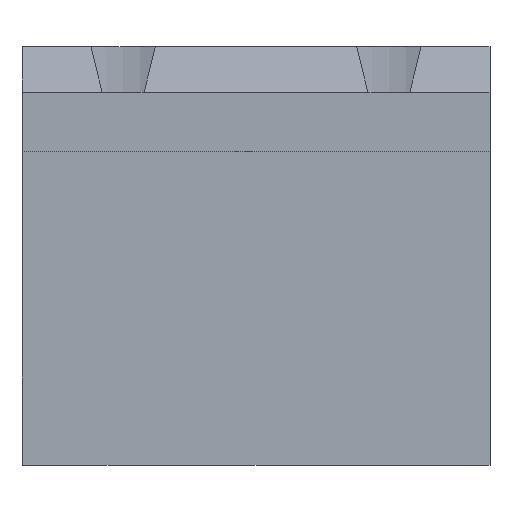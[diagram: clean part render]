
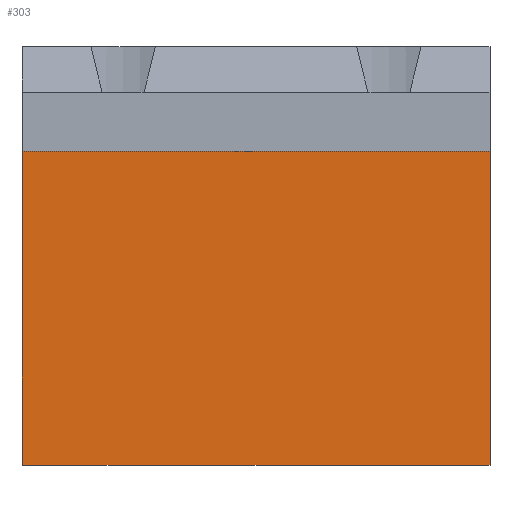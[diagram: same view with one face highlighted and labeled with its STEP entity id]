
A CAD part, front view. The second image highlights one B-rep face of the part: STEP entity #303.
In plain terms, the highlighted planar face has unit normal (0, -1, 0).
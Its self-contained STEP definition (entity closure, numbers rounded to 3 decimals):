
#303 = ADVANCED_FACE( '', ( #609 ), #610, .T. );
#609 = FACE_OUTER_BOUND( '', #931, .T. );
#610 = PLANE( '', #932 );
#931 = EDGE_LOOP( '', ( #1633, #1634, #1635, #1636 ) );
#932 = AXIS2_PLACEMENT_3D( '', #1637, #1638, #1639 );
#1633 = ORIENTED_EDGE( '', *, *, #2189, .F. );
#1634 = ORIENTED_EDGE( '', *, *, #2285, .F. );
#1635 = ORIENTED_EDGE( '', *, *, #2270, .T. );
#1636 = ORIENTED_EDGE( '', *, *, #2012, .T. );
#1637 = CARTESIAN_POINT( '', ( 6.71, -4.05, -6. ) );
#1638 = DIRECTION( '', ( 0., -1., 0. ) );
#1639 = DIRECTION( '', ( 0., 0., -1. ) );
#2012 = EDGE_CURVE( '', #2402, #2399, #2403, .T. );
#2189 = EDGE_CURVE( '', #2691, #2399, #2693, .T. );
#2270 = EDGE_CURVE( '', #2806, #2402, #2807, .T. );
#2285 = EDGE_CURVE( '', #2806, #2691, #2824, .T. );
#2399 = VERTEX_POINT( '', #2967 );
#2402 = VERTEX_POINT( '', #2971 );
#2403 = LINE( '', #2972, #2973 );
#2691 = VERTEX_POINT( '', #3392 );
#2693 = LINE( '', #3395, #3396 );
#2806 = VERTEX_POINT( '', #3565 );
#2807 = LINE( '', #3566, #3567 );
#2824 = LINE( '', #3592, #3593 );
#2967 = CARTESIAN_POINT( '', ( -6.71, -4.05, 3. ) );
#2971 = CARTESIAN_POINT( '', ( 6.71, -4.05, 3. ) );
#2972 = CARTESIAN_POINT( '', ( 6.71, -4.05, 3. ) );
#2973 = VECTOR( '', #3727, 1000. );
#3392 = CARTESIAN_POINT( '', ( -6.71, -4.05, -6. ) );
#3395 = CARTESIAN_POINT( '', ( -6.71, -4.05, -6. ) );
#3396 = VECTOR( '', #3884, 1000. );
#3565 = CARTESIAN_POINT( '', ( 6.71, -4.05, -6. ) );
#3566 = CARTESIAN_POINT( '', ( 6.71, -4.05, -6. ) );
#3567 = VECTOR( '', #3956, 1000. );
#3592 = CARTESIAN_POINT( '', ( 6.71, -4.05, -6. ) );
#3593 = VECTOR( '', #3968, 1000. );
#3727 = DIRECTION( '', ( -1., 0., 0. ) );
#3884 = DIRECTION( '', ( 0., 0., 1. ) );
#3956 = DIRECTION( '', ( 0., 0., 1. ) );
#3968 = DIRECTION( '', ( -1., 0., 0. ) );
